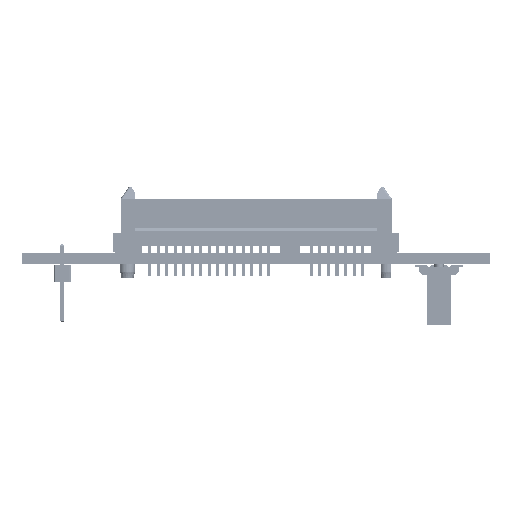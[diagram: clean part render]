
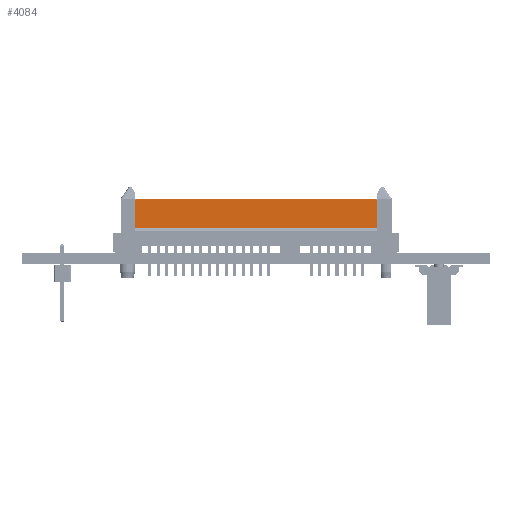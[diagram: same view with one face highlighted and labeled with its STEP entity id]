
A CAD part, left-side view. The second image highlights one B-rep face of the part: STEP entity #4084.
In plain terms, the highlighted face is planar.
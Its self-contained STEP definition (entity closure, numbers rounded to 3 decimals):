
#3330 = VERTEX_POINT('',#3331);
#3331 = CARTESIAN_POINT('',(-17.745,8.15,-1.75));
#3337 = EDGE_CURVE('',#3330,#3338,#3340,.T.);
#3338 = VERTEX_POINT('',#3339);
#3339 = CARTESIAN_POINT('',(17.745,8.15,-1.75));
#3340 = LINE('',#3341,#3342);
#3341 = CARTESIAN_POINT('',(-17.745,8.15,-1.75));
#3342 = VECTOR('',#3343,1.);
#3343 = DIRECTION('',(1.,0.,0.));
#4000 = VERTEX_POINT('',#4001);
#4001 = CARTESIAN_POINT('',(18.095,7.8,-1.75));
#4007 = EDGE_CURVE('',#4008,#4000,#4010,.T.);
#4008 = VERTEX_POINT('',#4009);
#4009 = CARTESIAN_POINT('',(18.095,3.75,-1.75));
#4010 = LINE('',#4011,#4012);
#4011 = CARTESIAN_POINT('',(18.095,3.75,-1.75));
#4012 = VECTOR('',#4013,1.);
#4013 = DIRECTION('',(0.,1.,0.));
#4074 = EDGE_CURVE('',#4000,#3338,#4075,.T.);
#4075 = LINE('',#4076,#4077);
#4076 = CARTESIAN_POINT('',(18.095,7.8,-1.75));
#4077 = VECTOR('',#4078,1.);
#4078 = DIRECTION('',(-0.707,0.707,0.));
#4084 = ADVANCED_FACE('',(#4085),#4112,.T.);
#4085 = FACE_BOUND('',#4086,.F.);
#4086 = EDGE_LOOP('',(#4087,#4097,#4103,#4104,#4105,#4106));
#4087 = ORIENTED_EDGE('',*,*,#4088,.F.);
#4088 = EDGE_CURVE('',#4089,#4091,#4093,.T.);
#4089 = VERTEX_POINT('',#4090);
#4090 = CARTESIAN_POINT('',(-18.095,3.75,-1.75));
#4091 = VERTEX_POINT('',#4092);
#4092 = CARTESIAN_POINT('',(-18.095,7.8,-1.75));
#4093 = LINE('',#4094,#4095);
#4094 = CARTESIAN_POINT('',(-18.095,3.75,-1.75));
#4095 = VECTOR('',#4096,1.);
#4096 = DIRECTION('',(0.,1.,0.));
#4097 = ORIENTED_EDGE('',*,*,#4098,.T.);
#4098 = EDGE_CURVE('',#4089,#4008,#4099,.T.);
#4099 = LINE('',#4100,#4101);
#4100 = CARTESIAN_POINT('',(-18.095,3.75,-1.75));
#4101 = VECTOR('',#4102,1.);
#4102 = DIRECTION('',(1.,0.,0.));
#4103 = ORIENTED_EDGE('',*,*,#4007,.T.);
#4104 = ORIENTED_EDGE('',*,*,#4074,.T.);
#4105 = ORIENTED_EDGE('',*,*,#3337,.F.);
#4106 = ORIENTED_EDGE('',*,*,#4107,.F.);
#4107 = EDGE_CURVE('',#4091,#3330,#4108,.T.);
#4108 = LINE('',#4109,#4110);
#4109 = CARTESIAN_POINT('',(-18.095,7.8,-1.75));
#4110 = VECTOR('',#4111,1.);
#4111 = DIRECTION('',(0.707,0.707,0.));
#4112 = PLANE('',#4113);
#4113 = AXIS2_PLACEMENT_3D('',#4114,#4115,#4116);
#4114 = CARTESIAN_POINT('',(-18.095,3.75,-1.75));
#4115 = DIRECTION('',(0.,0.,-1.));
#4116 = DIRECTION('',(0.,1.,0.));
